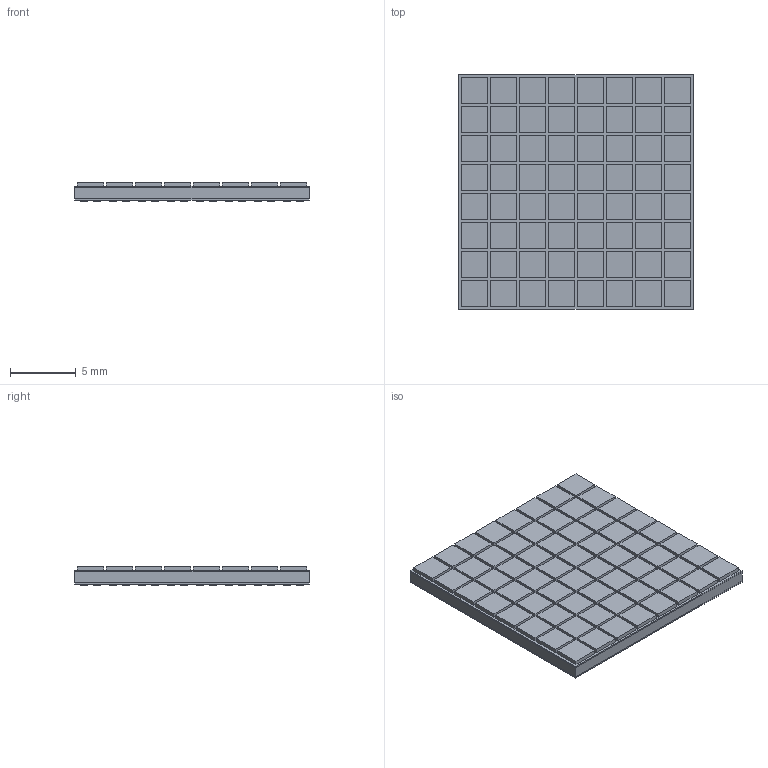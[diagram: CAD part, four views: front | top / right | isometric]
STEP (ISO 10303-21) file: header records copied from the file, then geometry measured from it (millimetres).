
FILE_DESCRIPTION(/* description */ (''),/* implementation_level */ '2;1');
FILE_NAME(/* name */ 'HAMAMATSU_S13361-2050NE-08_part1.stp',/* time_stamp */ '2017-03-13T15:19:02+01:00',/* author */ ('riccim'),/* organization */ (''),/* preprocessor_version */ 'ST-DEVELOPER v16.1',/* originating_system */ 'AutoCAD Mechanical',/* authorisation */ ', , ');
FILE_SCHEMA (('AUTOMOTIVE_DESIGN { 1 0 10303 214 3 1 1 }'));
Length unit declared in the file: millimetre
Products named in the file (1): Product
Bounding box: 17.8 x 17.8 x 1.45 mm (x, y, z)
Volume: 412 mm3; surface area: 2711.8 mm2
Topology: 195 solids, 195 shells, 786 faces, 1188 edges, 792 vertices
Faces by surface type: plane 658, cylinder 128
Full cylindrical faces by diameter (mm): 0.5 x128
Entity records: 16447 total; most frequent: DIRECTION 2890, CARTESIAN_POINT 2639, ORIENTED_EDGE 2120, EDGE_CURVE 1060, AXIS2_PLACEMENT_3D 1043, EDGE_LOOP 914, LINE 804, VECTOR 804
